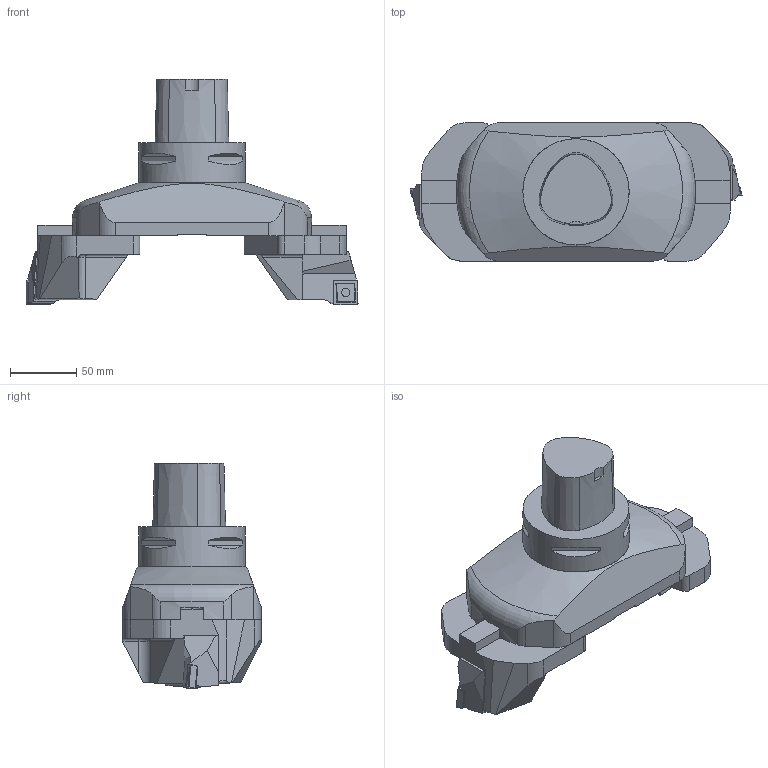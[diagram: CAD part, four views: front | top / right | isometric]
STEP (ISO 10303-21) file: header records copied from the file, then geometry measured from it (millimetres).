
FILE_DESCRIPTION(/* description */ (''),/* implementation_level */ '2;1');
FILE_NAME(/* name */ '1568096328328.stp',/* time_stamp */ '2019-09-10T08:18:55+02:00',/* author */ (''),/* organization */ ('SMS'),/* preprocessor_version */ 'ST-DEVELOPER v16.7',/* originating_system */ 'SIEMENS PLM Software NX 12.0',/* authorisation */ '');
FILE_SCHEMA (('AUTOMOTIVE_DESIGN { 1 0 10303 214 3 1 1 1 }'));
Length unit declared in the file: millimetre
Products named in the file (8): 200983012mod000_00; ASSEMBLY_CONSTRUCTION; 202209932mod000_00; 111169503mod000_01; 111166618mod000_01; 200914736mod000_01; 111164637mod000_01
Assembly tree (9 placements, depth 3):
  111164637mod000_01
    111166618mod000_01
    111169503mod000_01  x2
    200914736mod000_01  x2
      202209932mod000_00
      ASSEMBLY_CONSTRUCTION
      200983012mod000_00
    ASSEMBLY_CONSTRUCTION
Bounding box: 249.96 x 104 x 170.05 mm (x, y, z)
Volume: 1126900.3 mm3; surface area: 127247.9 mm2
Topology: 7 solids, 7 shells, 266 faces, 689 edges, 476 vertices
Faces by surface type: plane 170, cylinder 45, cone 31, torus 20
Full cylindrical faces by diameter (mm): 4.7 x4, 79.985 x1, 80 x1
Entity records: 5720 total; most frequent: CARTESIAN_POINT 1040, DIRECTION 881, ORIENTED_EDGE 814, EDGE_CURVE 407, AXIS2_PLACEMENT_3D 308, VERTEX_POINT 277, LINE 265, VECTOR 265
